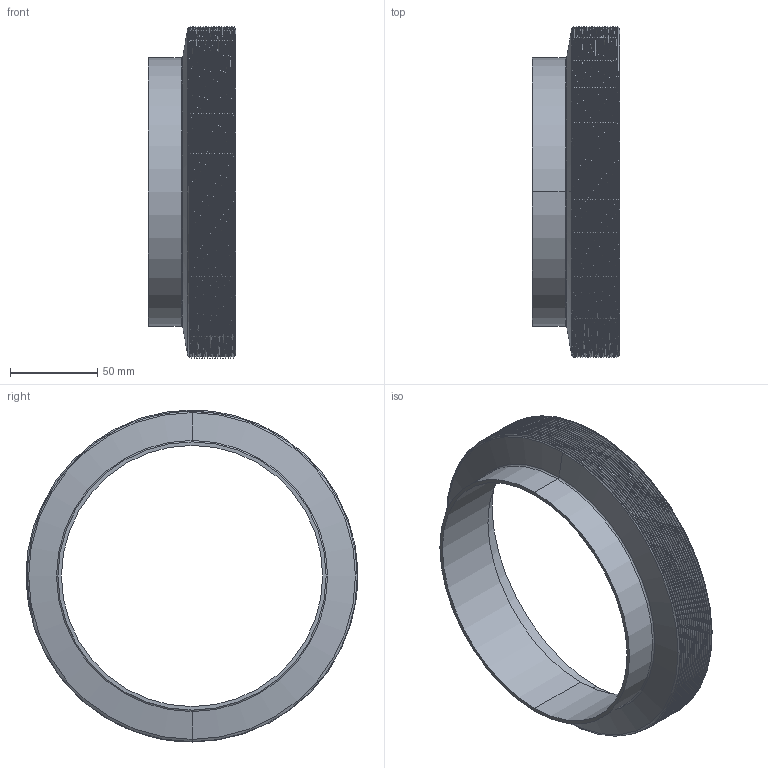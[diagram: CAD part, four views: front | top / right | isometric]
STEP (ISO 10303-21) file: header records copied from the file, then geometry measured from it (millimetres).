
FILE_DESCRIPTION (( 'STEP AP203' ), '1' );
FILE_NAME ('3D-M2010P_154x2_174072065.STEP', '2024-09-05T06:27:54', ( '' ), ( '' ), 'SwSTEP 2.0', 'SolidWorks 2024', '' );
FILE_SCHEMA (( 'CONFIG_CONTROL_DESIGN' ));
Length unit declared in the file: millimetre
Products named in the file (1): 3D-M2010P_154x2_174072065
Bounding box: 50 x 190.58 x 190.63 mm (x, y, z)
Volume: 262998.3 mm3; surface area: 83084.8 mm2
Topology: 1 solids, 1 shells, 60 faces, 160 edges, 104 vertices
Faces by surface type: cylinder 43, cone 8, plane 4, bspline 3, torus 2
Entity records: 5268 total; most frequent: CARTESIAN_POINT 3912, ORIENTED_EDGE 320, DIRECTION 222, EDGE_CURVE 160, VERTEX_POINT 104, AXIS2_PLACEMENT_3D 86, EDGE_LOOP 64, ADVANCED_FACE 60
